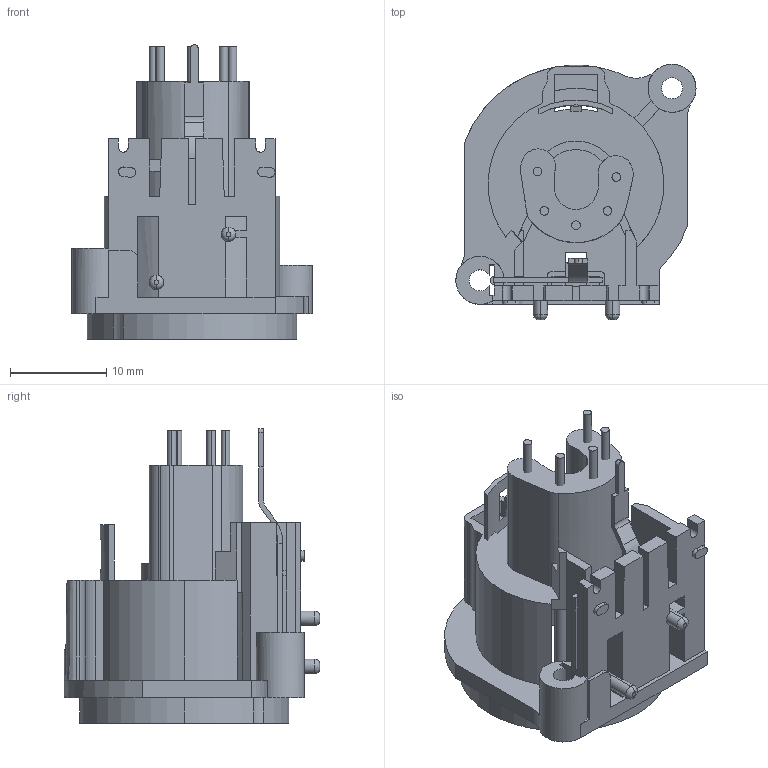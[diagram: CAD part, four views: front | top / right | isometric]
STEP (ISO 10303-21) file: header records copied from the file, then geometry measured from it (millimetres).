
FILE_DESCRIPTION(('FreeCAD Model'),'2;1');
FILE_NAME('IO-XLR5-M-EV.stp', '2024-02-27T15:13:09',('Author'),(''), 'Open CASCADE STEP processor 7.3','FreeCAD','Unknown');
FILE_SCHEMA(('AUTOMOTIVE_DESIGN { 1 0 10303 214 1 1 1 1 }'));
Length unit declared in the file: millimetre
Products named in the file (3): IO-XLR5-M-EV_Connector; IO-XLR5-M-EV
Assembly tree (1 placements, depth 2):
  IO-XLR5-M-EV_Connector
  IO-XLR5-M-EV
    IO-XLR5-M-EV_Connector
Bounding box: 24.99 x 26.6 x 30.7 mm (x, y, z)
Surface area: 11206 mm2 (no closed solid volume)
Topology: 0 solids, 16 shells, 706 faces, 1992 edges, 1312 vertices
Faces by surface type: plane 430, cylinder 236, sphere 20, revolution 8, bspline 6, cone 6
Entity records: 52635 total; most frequent: CARTESIAN_POINT 13174, DIRECTION 7446, LINE 4494, VECTOR 4494, ORIENTED_EDGE 3944, PCURVE 3944, DEFINITIONAL_REPRESENTATION 3944, EDGE_CURVE 1972
